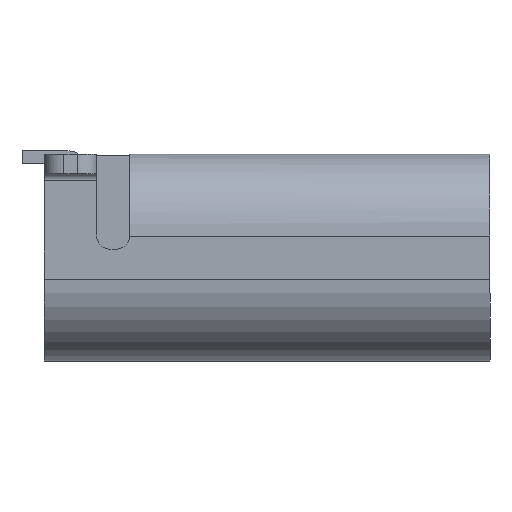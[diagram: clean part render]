
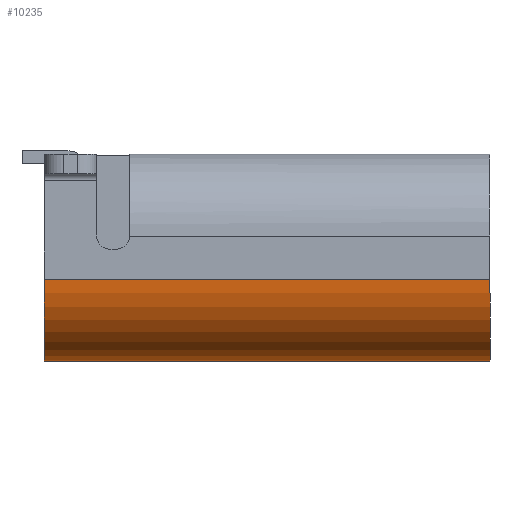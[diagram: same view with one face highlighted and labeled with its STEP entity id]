
A CAD part, front view. The second image highlights one B-rep face of the part: STEP entity #10235.
In plain terms, the highlighted cylindrical face has radius 1.25 mm (diameter 2.5 mm), a partial arc.
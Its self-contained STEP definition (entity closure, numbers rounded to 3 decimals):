
#811=CARTESIAN_POINT('',(5.5,-3.22,
-0.53));
#812=DIRECTION('',(1.,0.,0.));
#813=DIRECTION('',(0.,-1.,0.));
#814=AXIS2_PLACEMENT_3D('',#811,#812,#813);
#1185=CARTESIAN_POINT('',(-1.3,-3.22,
-0.53));
#1186=DIRECTION('',(-1.,0.,0.));
#1187=DIRECTION('',(0.,0.,-1.));
#1188=AXIS2_PLACEMENT_3D('',#1185,#1186,#1187);
#1304=DIRECTION('',(-1.,0.,0.));
#1305=VECTOR('',#1304,6.8);
#1306=CARTESIAN_POINT('',(5.5,-4.47,
-0.53));
#1307=LINE('',#1306,#1305);
#1308=DIRECTION('',(1.,0.,0.));
#1309=VECTOR('',#1308,6.8);
#1310=CARTESIAN_POINT('',(-1.3,-3.22,
-1.78));
#1311=LINE('',#1310,#1309);
#6818=CARTESIAN_POINT('',(-1.3,-3.22,
-1.78));
#6819=VERTEX_POINT('',#6818);
#6820=CARTESIAN_POINT('',(-1.3,-4.47,
-0.53));
#6821=VERTEX_POINT('',#6820);
#6841=CARTESIAN_POINT('',(5.5,-4.47,
-0.53));
#6843=VERTEX_POINT('',#6841);
#7056=CARTESIAN_POINT('',(5.5,-3.22,
-1.78));
#7057=VERTEX_POINT('',#7056);
#10224=CARTESIAN_POINT('',(-6056936.491,-3.22,
-0.53));
#10225=DIRECTION('',(1.,0.,0.));
#10226=DIRECTION('',(0.,-1.,0.));
#10227=AXIS2_PLACEMENT_3D('',#10224,#10225,#10226);
#10228=CYLINDRICAL_SURFACE('',#10227,1.25);
#10229=ORIENTED_EDGE('',*,*,#10208,.F.);
#10230=ORIENTED_EDGE('',*,*,#9679,.T.);
#10231=ORIENTED_EDGE('',*,*,#9017,.F.);
#10232=ORIENTED_EDGE('',*,*,#10061,.T.);
#10233=EDGE_LOOP('',(#10229,#10230,#10231,#10232));
#10234=FACE_OUTER_BOUND('',#10233,.F.);
#815=CIRCLE('',#814,1.25);
#1189=CIRCLE('',#1188,1.25);
#9017=EDGE_CURVE('',#6819,#7057,#1311,.T.);
#9679=EDGE_CURVE('',#6843,#7057,#815,.T.);
#10061=EDGE_CURVE('',#6819,#6821,#1189,.T.);
#10208=EDGE_CURVE('',#6843,#6821,#1307,.T.);
#10235=ADVANCED_FACE('',(#10234),#10228,.T.);
